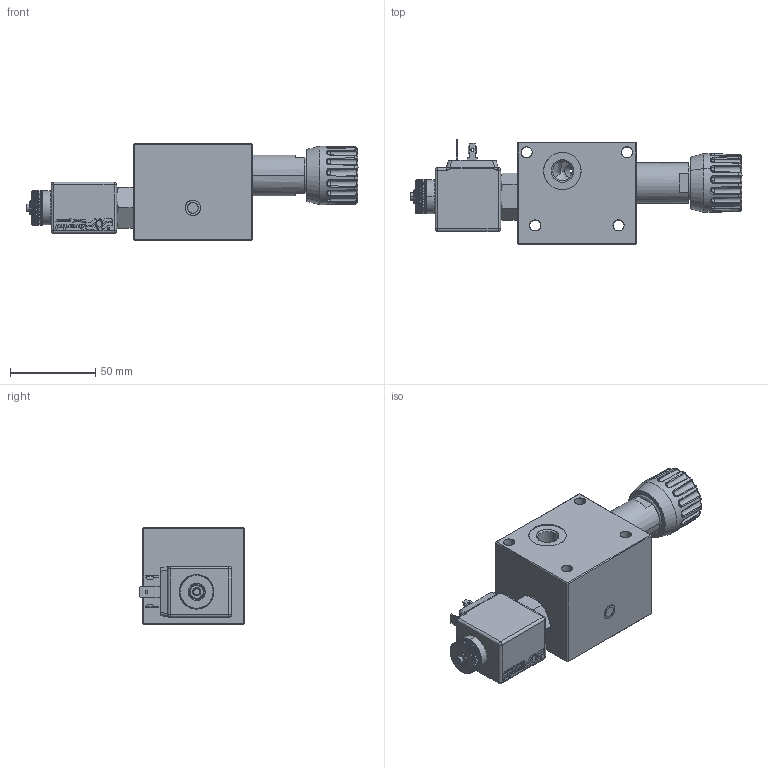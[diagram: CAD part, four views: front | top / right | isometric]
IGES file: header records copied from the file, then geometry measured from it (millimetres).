
Start section: SolidWorks IGES file using analytic representation for surfaces
Global section: file name: FE10PS31M--S12.igs; native system: SolidWorks 2012; preprocessor: SolidWorks 2012; author: serviziopdm; date: 131010.114537; units: millimetre
Bounding box: 195.21 x 61.5 x 57.43 mm (x, y, z)
Surface area: 80888.8 mm2 (no closed solid volume)
Topology: 0 solids, 0 shells, 2438 faces, 21283 edges, 21227 vertices
Faces by surface type: bspline 1623, revolution 815
